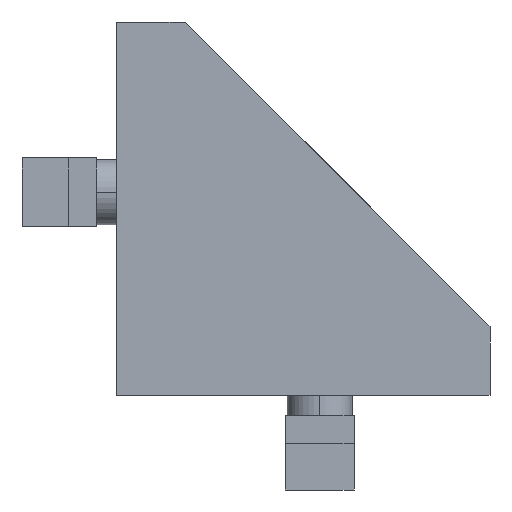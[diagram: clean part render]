
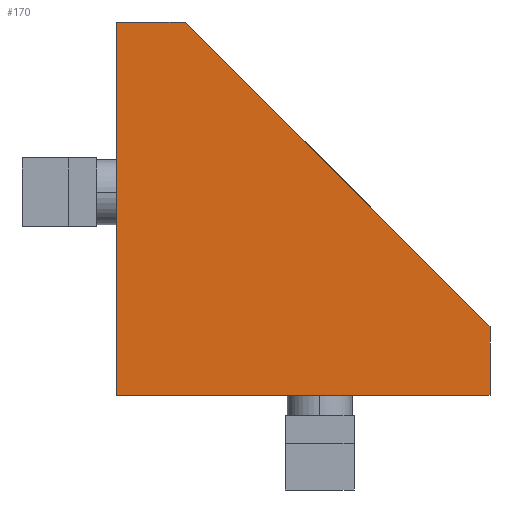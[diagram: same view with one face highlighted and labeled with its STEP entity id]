
A CAD part, left-side view. The second image highlights one B-rep face of the part: STEP entity #170.
In plain terms, the highlighted planar face has unit normal (-1, 0, 0).
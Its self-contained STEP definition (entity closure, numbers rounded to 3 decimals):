
#170=ADVANCED_FACE('',(#348),#349,.T.);
#348=FACE_OUTER_BOUND('',#526,.T.);
#349=PLANE('',#527);
#526=EDGE_LOOP('',(#945,#946,#947,#948,#949));
#527=AXIS2_PLACEMENT_3D('',#950,#951,#952);
#945=ORIENTED_EDGE('',*,*,#1148,.F.);
#946=ORIENTED_EDGE('',*,*,#1143,.F.);
#947=ORIENTED_EDGE('',*,*,#1163,.F.);
#948=ORIENTED_EDGE('',*,*,#1166,.F.);
#949=ORIENTED_EDGE('',*,*,#1156,.F.);
#950=CARTESIAN_POINT('',(-24.0,-18.065,18.065));
#951=DIRECTION('',(-1.0,0.0,0.0));
#952=DIRECTION('',(0.0,-1.0,0.0));
#1143=EDGE_CURVE('',#1385,#1386,#1387,.T.);
#1148=EDGE_CURVE('',#1386,#1394,#1395,.T.);
#1156=EDGE_CURVE('',#1394,#1404,#1405,.T.);
#1163=EDGE_CURVE('',#1414,#1385,#1415,.T.);
#1166=EDGE_CURVE('',#1404,#1414,#1418,.T.);
#1385=VERTEX_POINT('',#1707);
#1386=VERTEX_POINT('',#1708);
#1387=LINE('',#1709,#1710);
#1394=VERTEX_POINT('',#1720);
#1395=LINE('',#1721,#1722);
#1404=VERTEX_POINT('',#1733);
#1405=LINE('',#1734,#1735);
#1414=VERTEX_POINT('',#1748);
#1415=LINE('',#1749,#1750);
#1418=LINE('',#1754,#1755);
#1707=CARTESIAN_POINT('',(-24.0,-46.0,0.0));
#1708=CARTESIAN_POINT('',(-24.0,0.0,0.0));
#1709=CARTESIAN_POINT('',(-24.0,0.0,0.0));
#1710=VECTOR('',#1945,1.0);
#1720=CARTESIAN_POINT('',(-24.0,0.0,46.0));
#1721=CARTESIAN_POINT('',(-24.0,0.0,46.0));
#1722=VECTOR('',#1949,1.0);
#1733=CARTESIAN_POINT('',(-24.0,-8.4,46.0));
#1734=CARTESIAN_POINT('',(-24.0,-8.4,46.0));
#1735=VECTOR('',#1958,1.0);
#1748=CARTESIAN_POINT('',(-24.0,-46.0,8.4));
#1749=CARTESIAN_POINT('',(-24.0,-46.0,0.0));
#1750=VECTOR('',#1963,1.0);
#1754=CARTESIAN_POINT('',(-24.0,-46.0,8.4));
#1755=VECTOR('',#1965,1.0);
#1945=DIRECTION('',(0.0,1.0,-0.0));
#1949=DIRECTION('',(0.0,0.0,1.0));
#1958=DIRECTION('',(0.0,-1.0,0.0));
#1963=DIRECTION('',(0.0,0.0,-1.0));
#1965=DIRECTION('',(0.0,-0.707,-0.707));
